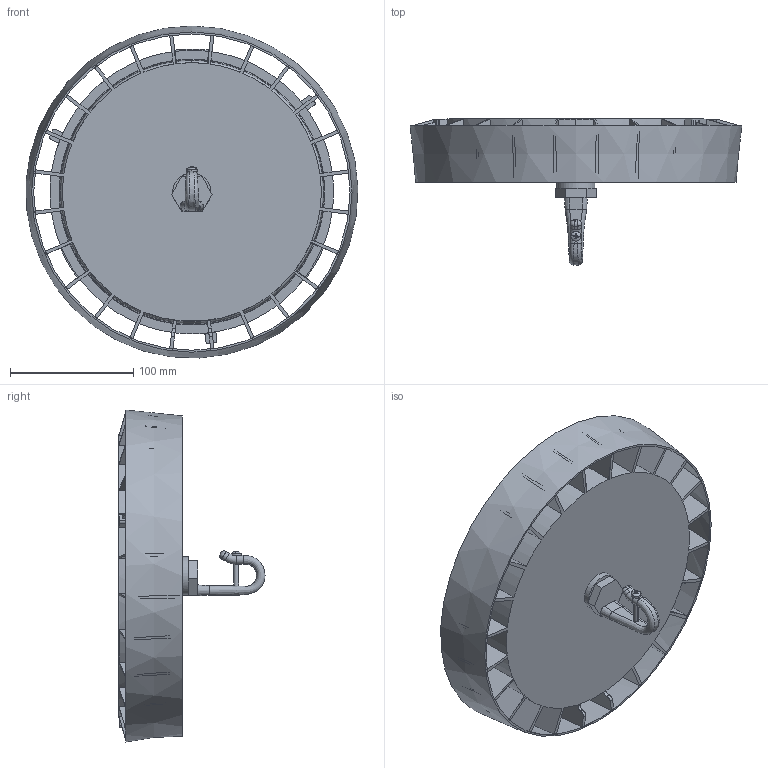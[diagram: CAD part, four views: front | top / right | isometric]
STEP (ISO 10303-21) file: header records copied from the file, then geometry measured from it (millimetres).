
FILE_DESCRIPTION (( 'STEP AP214' ), '1' );
FILE_NAME ('HB VAL 150W.STEP', '2023-03-07T13:35:03', ( '' ), ( '' ), 'SwSTEP 2.0', 'SolidWorks 2020', '' );
FILE_SCHEMA (( 'AUTOMOTIVE_DESIGN' ));
Length unit declared in the file: millimetre
Products named in the file (1): HB VAL 150W
Bounding box: 269.7 x 118.71 x 269.85 mm (x, y, z)
Volume: 1315417.1 mm3; surface area: 493171 mm2
Topology: 7 solids, 7 shells, 325 faces, 1026 edges, 677 vertices
Faces by surface type: plane 151, cylinder 70, torus 58, cone 40, bspline 4, sphere 2
Full cylindrical faces by diameter (mm): 31.04 x1, 145.5 x1
Entity records: 16878 total; most frequent: CARTESIAN_POINT 4663, ORIENTED_EDGE 2016, DIRECTION 1601, EDGE_CURVE 1008, AXIS2_PLACEMENT_3D 673, VERTEX_POINT 671, EDGE_LOOP 351, CIRCLE 351
